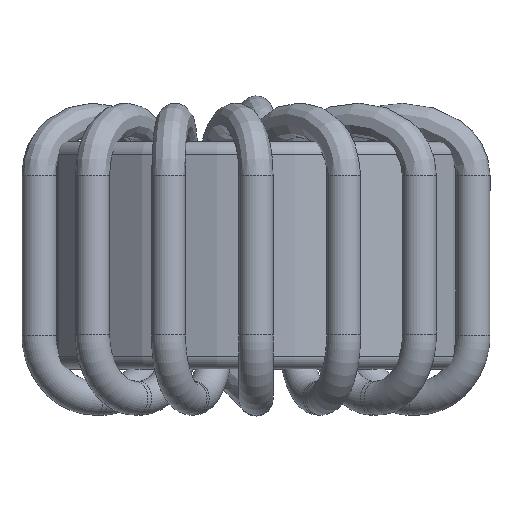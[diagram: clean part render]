
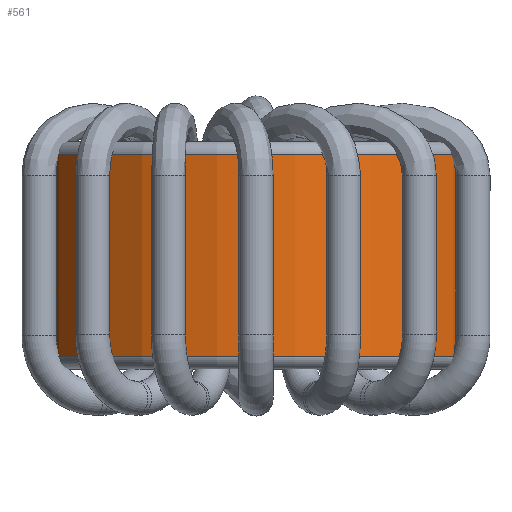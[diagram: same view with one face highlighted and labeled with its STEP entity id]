
A CAD part, top view. The second image highlights one B-rep face of the part: STEP entity #561.
In plain terms, the highlighted cylindrical face has radius 9 mm (diameter 18 mm), a full revolution.
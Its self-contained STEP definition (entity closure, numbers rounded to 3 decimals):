
#51=ORIENTED_EDGE('',*,*,#159,.T.);
#52=ORIENTED_EDGE('',*,*,#160,.T.);
#159=EDGE_CURVE('',#213,#213,#267,.F.);
#160=EDGE_CURVE('',#214,#214,#268,.T.);
#213=VERTEX_POINT('',#1267);
#214=VERTEX_POINT('',#1269);
#267=CIRCLE('',#963,9.);
#268=CIRCLE('',#964,9.);
#321=EDGE_LOOP('',(#51));
#322=EDGE_LOOP('',(#52));
#429=FACE_BOUND('',#321,.T.);
#430=FACE_BOUND('',#322,.T.);
#537=CYLINDRICAL_SURFACE('',#962,9.);
#561=ADVANCED_FACE('',(#429,#430),#537,.T.);
#962=AXIS2_PLACEMENT_3D('',#1265,#1064,#1065);
#963=AXIS2_PLACEMENT_3D('',#1266,#1066,#1067);
#964=AXIS2_PLACEMENT_3D('',#1268,#1068,#1069);
#1064=DIRECTION('',(0.,-1.,0.));
#1065=DIRECTION('',(0.,0.,-1.));
#1066=DIRECTION('',(0.,-1.,0.));
#1067=DIRECTION('',(0.,0.,-1.));
#1068=DIRECTION('',(0.,-1.,0.));
#1069=DIRECTION('',(0.,0.,-1.));
#1265=CARTESIAN_POINT('',(0.,2.,0.));
#1266=CARTESIAN_POINT('',(0.,-4.,0.));
#1267=CARTESIAN_POINT('',(0.,-4.,-9.));
#1268=CARTESIAN_POINT('',(0.,4.,0.));
#1269=CARTESIAN_POINT('',(0.,4.,-9.));
